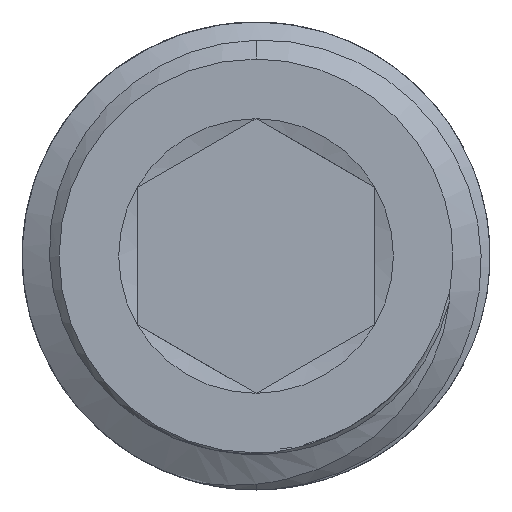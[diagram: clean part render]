
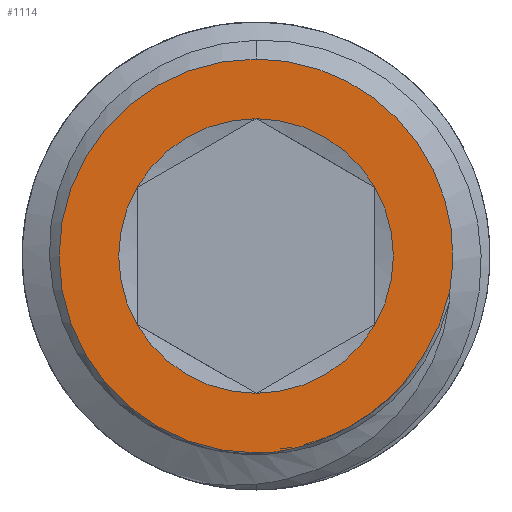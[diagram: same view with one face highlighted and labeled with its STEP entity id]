
A CAD part, front view. The second image highlights one B-rep face of the part: STEP entity #1114.
In plain terms, the highlighted planar face has unit normal (0, -1, 0).
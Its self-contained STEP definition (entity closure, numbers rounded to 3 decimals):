
#40 = ORIENTED_EDGE ( 'NONE', *, *, #6180, .F. ) ;
#50 = CARTESIAN_POINT ( 'NONE',  ( 0., -27.5, -10.1 ) ) ;
#102 = CIRCLE ( 'NONE', #6523, 7.044 ) ;
#256 = CIRCLE ( 'NONE', #4930, 7.044 ) ;
#328 = CARTESIAN_POINT ( 'NONE',  ( 9.801, -27.5, -2.391 ) ) ;
#343 = CARTESIAN_POINT ( 'NONE',  ( 0.915, -27.5, -10.058 ) ) ;
#363 = CARTESIAN_POINT ( 'NONE',  ( 5.003, -27.5, -8.703 ) ) ;
#580 = DIRECTION ( 'NONE',  ( 0., 0., -1. ) ) ;
#722 = DIRECTION ( 'NONE',  ( 0., 0., 1. ) ) ;
#726 = CARTESIAN_POINT ( 'NONE',  ( 0., -27.5, 0. ) ) ;
#755 = AXIS2_PLACEMENT_3D ( 'NONE', #726, #5708, #5730 ) ;
#839 = CARTESIAN_POINT ( 'NONE',  ( 0., -27.5, 0. ) ) ;
#860 = CIRCLE ( 'NONE', #3961, 10.1 ) ;
#912 = VERTEX_POINT ( 'NONE', #50 ) ;
#924 = VERTEX_POINT ( 'NONE', #5648 ) ;
#1114 = ADVANCED_FACE ( 'NONE', ( #2396, #4595 ), #6176, .F. ) ;
#1117 = EDGE_CURVE ( 'NONE', #1512, #5797, #1499, .T. ) ;
#1125 = VERTEX_POINT ( 'NONE', #5259 ) ;
#1164 = DIRECTION ( 'NONE',  ( 0., 0., -1. ) ) ;
#1174 = CARTESIAN_POINT ( 'NONE',  ( 0., -27.5, 7.044 ) ) ;
#1210 = AXIS2_PLACEMENT_3D ( 'NONE', #2234, #5294, #722 ) ;
#1211 = ORIENTED_EDGE ( 'NONE', *, *, #2177, .F. ) ;
#1299 = DIRECTION ( 'NONE',  ( 0., 0., -1. ) ) ;
#1434 = EDGE_LOOP ( 'NONE', ( #1211, #4135, #3975, #1588, #3369, #4313 ) ) ;
#1499 = CIRCLE ( 'NONE', #3247, 7.044 ) ;
#1512 = VERTEX_POINT ( 'NONE', #5328 ) ;
#1562 = DIRECTION ( 'NONE',  ( 0., -1., 0. ) ) ;
#1588 = ORIENTED_EDGE ( 'NONE', *, *, #2782, .F. ) ;
#1633 = CARTESIAN_POINT ( 'NONE',  ( 0., -27.5, 0. ) ) ;
#1792 = AXIS2_PLACEMENT_3D ( 'NONE', #5933, #3352, #1921 ) ;
#1821 = CARTESIAN_POINT ( 'NONE',  ( 7.514, -27.5, -6.644 ) ) ;
#1875 = CIRCLE ( 'NONE', #755, 10.1 ) ;
#1921 = DIRECTION ( 'NONE',  ( 0., 0., -1. ) ) ;
#1944 = CARTESIAN_POINT ( 'NONE',  ( 0., -27.5, -7.044 ) ) ;
#2162 = DIRECTION ( 'NONE',  ( 0., -1., 0. ) ) ;
#2177 = EDGE_CURVE ( 'NONE', #5797, #1125, #102, .T. ) ;
#2234 = CARTESIAN_POINT ( 'NONE',  ( 0., -27.5, 0. ) ) ;
#2356 = CARTESIAN_POINT ( 'NONE',  ( 2.754, -27.5, -9.648 ) ) ;
#2396 = FACE_BOUND ( 'NONE', #1434, .T. ) ;
#2401 = CARTESIAN_POINT ( 'NONE',  ( 9.926, -27.5, -1.864 ) ) ;
#2447 = EDGE_CURVE ( 'NONE', #2497, #6307, #3674, .T. ) ;
#2497 = VERTEX_POINT ( 'NONE', #2401 ) ;
#2668 = DIRECTION ( 'NONE',  ( 0., 1., 0. ) ) ;
#2732 = DIRECTION ( 'NONE',  ( 0., 0., -1. ) ) ;
#2756 = EDGE_LOOP ( 'NONE', ( #4460, #6530, #4851, #40 ) ) ;
#2775 = CIRCLE ( 'NONE', #1792, 7.044 ) ;
#2782 = EDGE_CURVE ( 'NONE', #3890, #5954, #256, .T. ) ;
#2904 = CARTESIAN_POINT ( 'NONE',  ( 1.977, -27.5, -9.872 ) ) ;
#3137 = CARTESIAN_POINT ( 'NONE',  ( 0., -27.5, 0. ) ) ;
#3140 = VERTEX_POINT ( 'NONE', #6291 ) ;
#3247 = AXIS2_PLACEMENT_3D ( 'NONE', #4245, #6223, #2732 ) ;
#3347 = CARTESIAN_POINT ( 'NONE',  ( 8.998, -27.5, -4.391 ) ) ;
#3352 = DIRECTION ( 'NONE',  ( 0., -1., 0. ) ) ;
#3365 = CARTESIAN_POINT ( 'NONE',  ( 0.915, -27.5, -10.058 ) ) ;
#3369 = ORIENTED_EDGE ( 'NONE', *, *, #3702, .F. ) ;
#3566 = CIRCLE ( 'NONE', #4981, 7.044 ) ;
#3674 = B_SPLINE_CURVE_WITH_KNOTS ( 'NONE', 3,
 ( #6365, #328, #5411, #4857, #4880, #3347, #6383, #3879, #1821, #4407, #363, #5928, #6405, #5364, #2356, #2904, #6447, #343 ),
 .UNSPECIFIED., .F., .F.,
 ( 4, 2, 2, 2, 2, 2, 2, 2, 4 ),
 ( 0.001, 0.003, 0.004, 0.005, 0.008, 0.011, 0.012, 0.013, 0.014 ),
 .UNSPECIFIED. ) ;
#3679 = DIRECTION ( 'NONE',  ( 0., -1., 0. ) ) ;
#3693 = EDGE_CURVE ( 'NONE', #912, #924, #860, .T. ) ;
#3702 = EDGE_CURVE ( 'NONE', #3140, #3890, #3862, .T. ) ;
#3821 = DIRECTION ( 'NONE',  ( 0., -1., 0. ) ) ;
#3862 = CIRCLE ( 'NONE', #4891, 7.044 ) ;
#3879 = CARTESIAN_POINT ( 'NONE',  ( 8.188, -27.5, -5.806 ) ) ;
#3883 = CARTESIAN_POINT ( 'NONE',  ( 0., -27.5, 0. ) ) ;
#3890 = VERTEX_POINT ( 'NONE', #1944 ) ;
#3961 = AXIS2_PLACEMENT_3D ( 'NONE', #839, #4411, #6388 ) ;
#3975 = ORIENTED_EDGE ( 'NONE', *, *, #4551, .F. ) ;
#3993 = EDGE_CURVE ( 'NONE', #1125, #3140, #3566, .T. ) ;
#4135 = ORIENTED_EDGE ( 'NONE', *, *, #1117, .F. ) ;
#4170 = CARTESIAN_POINT ( 'NONE',  ( 6.1, -27.5, -3.522 ) ) ;
#4245 = CARTESIAN_POINT ( 'NONE',  ( 0., -27.5, 0. ) ) ;
#4313 = ORIENTED_EDGE ( 'NONE', *, *, #3993, .F. ) ;
#4407 = CARTESIAN_POINT ( 'NONE',  ( 5.9, -27.5, -8.111 ) ) ;
#4411 = DIRECTION ( 'NONE',  ( 0., 1., 0. ) ) ;
#4460 = ORIENTED_EDGE ( 'NONE', *, *, #2447, .F. ) ;
#4551 = EDGE_CURVE ( 'NONE', #5954, #1512, #2775, .T. ) ;
#4595 = FACE_OUTER_BOUND ( 'NONE', #2756, .T. ) ;
#4606 = CARTESIAN_POINT ( 'NONE',  ( 0., -27.5, 0. ) ) ;
#4801 = AXIS2_PLACEMENT_3D ( 'NONE', #5671, #2668, #5775 ) ;
#4851 = ORIENTED_EDGE ( 'NONE', *, *, #3693, .F. ) ;
#4857 = CARTESIAN_POINT ( 'NONE',  ( 9.343, -27.5, -3.656 ) ) ;
#4880 = CARTESIAN_POINT ( 'NONE',  ( 9.234, -27.5, -3.903 ) ) ;
#4891 = AXIS2_PLACEMENT_3D ( 'NONE', #3883, #3821, #1299 ) ;
#4930 = AXIS2_PLACEMENT_3D ( 'NONE', #4606, #1562, #5116 ) ;
#4981 = AXIS2_PLACEMENT_3D ( 'NONE', #3137, #3679, #580 ) ;
#5116 = DIRECTION ( 'NONE',  ( 0., 0., -1. ) ) ;
#5259 = CARTESIAN_POINT ( 'NONE',  ( -6.1, -27.5, 3.522 ) ) ;
#5294 = DIRECTION ( 'NONE',  ( 0., 1., 0. ) ) ;
#5328 = CARTESIAN_POINT ( 'NONE',  ( 6.1, -27.5, 3.522 ) ) ;
#5356 = CIRCLE ( 'NONE', #1210, 10.1 ) ;
#5364 = CARTESIAN_POINT ( 'NONE',  ( 3.01, -27.5, -9.564 ) ) ;
#5411 = CARTESIAN_POINT ( 'NONE',  ( 9.64, -27.5, -2.905 ) ) ;
#5648 = CARTESIAN_POINT ( 'NONE',  ( 0., -27.5, 10.1 ) ) ;
#5671 = CARTESIAN_POINT ( 'NONE',  ( 0., -27.5, 0. ) ) ;
#5708 = DIRECTION ( 'NONE',  ( 0., 1., 0. ) ) ;
#5730 = DIRECTION ( 'NONE',  ( 0., 0., 1. ) ) ;
#5766 = EDGE_CURVE ( 'NONE', #924, #2497, #1875, .T. ) ;
#5775 = DIRECTION ( 'NONE',  ( 0., 0., 1. ) ) ;
#5797 = VERTEX_POINT ( 'NONE', #1174 ) ;
#5928 = CARTESIAN_POINT ( 'NONE',  ( 3.771, -27.5, -9.271 ) ) ;
#5933 = CARTESIAN_POINT ( 'NONE',  ( 0., -27.5, 0. ) ) ;
#5954 = VERTEX_POINT ( 'NONE', #4170 ) ;
#6176 = PLANE ( 'NONE',  #4801 ) ;
#6180 = EDGE_CURVE ( 'NONE', #6307, #912, #5356, .T. ) ;
#6223 = DIRECTION ( 'NONE',  ( 0., -1., 0. ) ) ;
#6291 = CARTESIAN_POINT ( 'NONE',  ( -6.1, -27.5, -3.522 ) ) ;
#6307 = VERTEX_POINT ( 'NONE', #3365 ) ;
#6365 = CARTESIAN_POINT ( 'NONE',  ( 9.926, -27.5, -1.864 ) ) ;
#6383 = CARTESIAN_POINT ( 'NONE',  ( 8.87, -27.5, -4.632 ) ) ;
#6388 = DIRECTION ( 'NONE',  ( 0., 0., 1. ) ) ;
#6405 = CARTESIAN_POINT ( 'NONE',  ( 3.518, -27.5, -9.375 ) ) ;
#6447 = CARTESIAN_POINT ( 'NONE',  ( 1.451, -27.5, -9.983 ) ) ;
#6523 = AXIS2_PLACEMENT_3D ( 'NONE', #1633, #2162, #1164 ) ;
#6530 = ORIENTED_EDGE ( 'NONE', *, *, #5766, .F. ) ;
